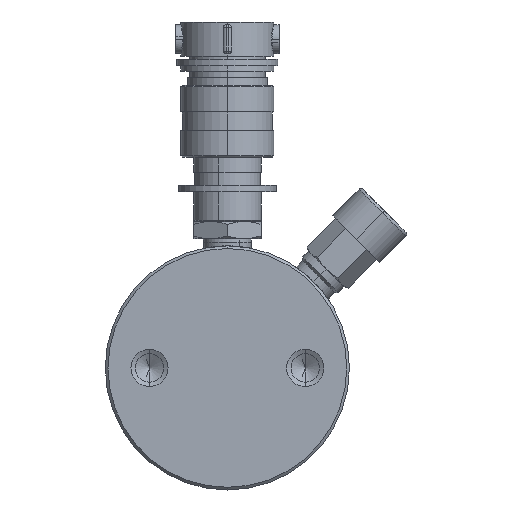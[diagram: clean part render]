
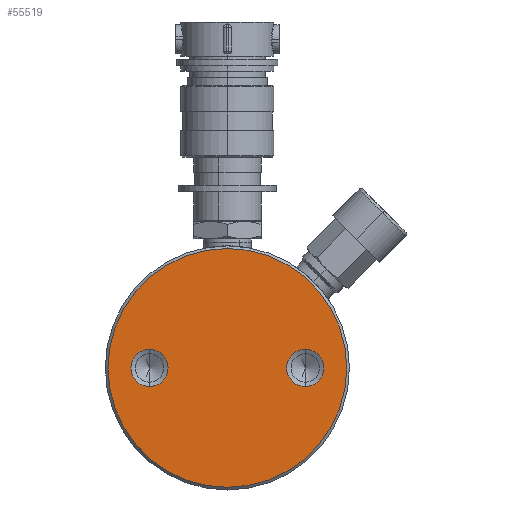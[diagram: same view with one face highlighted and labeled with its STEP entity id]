
A CAD part, front view. The second image highlights one B-rep face of the part: STEP entity #55519.
In plain terms, the highlighted planar face has unit normal (0, -1, 0).
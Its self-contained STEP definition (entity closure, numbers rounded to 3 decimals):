
#429 = CARTESIAN_POINT ( 'NONE',  ( 0., 0., 0. ) ) ;
#5467 = DIRECTION ( 'NONE',  ( 0., 0., 1. ) ) ;
#6535 = FACE_BOUND ( 'NONE', #47939, .T. ) ;
#7644 = DIRECTION ( 'NONE',  ( 0., -1., 0. ) ) ;
#8334 = CARTESIAN_POINT ( 'NONE',  ( -29.35, 0., 0. ) ) ;
#9278 = CARTESIAN_POINT ( 'NONE',  ( 29.35, 0., 7. ) ) ;
#11575 = DIRECTION ( 'NONE',  ( 0., -1., 0. ) ) ;
#12551 = EDGE_CURVE ( 'NONE', #39617, #13628, #20846, .T. ) ;
#13292 = DIRECTION ( 'NONE',  ( 0., 0., -1. ) ) ;
#13487 = CIRCLE ( 'NONE', #14082, 7. ) ;
#13628 = VERTEX_POINT ( 'NONE', #38998 ) ;
#13866 = VERTEX_POINT ( 'NONE', #47856 ) ;
#14082 = AXIS2_PLACEMENT_3D ( 'NONE', #8334, #42792, #13292 ) ;
#14153 = CARTESIAN_POINT ( 'NONE',  ( 0., 0., -45. ) ) ;
#18740 = CARTESIAN_POINT ( 'NONE',  ( 29.35, 0., 0. ) ) ;
#20846 = CIRCLE ( 'NONE', #26206, 7. ) ;
#23209 = EDGE_CURVE ( 'NONE', #13628, #39617, #38162, .T. ) ;
#23717 = DIRECTION ( 'NONE',  ( 0., 0., -1. ) ) ;
#25284 = ORIENTED_EDGE ( 'NONE', *, *, #23209, .F. ) ;
#25440 = AXIS2_PLACEMENT_3D ( 'NONE', #429, #35124, #5467 ) ;
#25996 = CARTESIAN_POINT ( 'NONE',  ( 0., 0., 0. ) ) ;
#26206 = AXIS2_PLACEMENT_3D ( 'NONE', #63231, #63078, #63148 ) ;
#29938 = PLANE ( 'NONE',  #25440 ) ;
#30647 = EDGE_CURVE ( 'NONE', #63021, #52495, #37644, .T. ) ;
#30962 = DIRECTION ( 'NONE',  ( 0., 0., 1. ) ) ;
#32864 = FACE_OUTER_BOUND ( 'NONE', #55951, .T. ) ;
#35042 = EDGE_CURVE ( 'NONE', #36362, #13866, #40115, .T. ) ;
#35108 = AXIS2_PLACEMENT_3D ( 'NONE', #25996, #59984, #30962 ) ;
#35124 = DIRECTION ( 'NONE',  ( 0., 1., 0. ) ) ;
#36233 = ORIENTED_EDGE ( 'NONE', *, *, #35042, .T. ) ;
#36362 = VERTEX_POINT ( 'NONE', #14153 ) ;
#37033 = EDGE_CURVE ( 'NONE', #52495, #63021, #13487, .T. ) ;
#37213 = CIRCLE ( 'NONE', #59131, 45. ) ;
#37247 = CARTESIAN_POINT ( 'NONE',  ( 0., 0., 0. ) ) ;
#37644 = CIRCLE ( 'NONE', #52682, 7. ) ;
#38162 = CIRCLE ( 'NONE', #55881, 7. ) ;
#38998 = CARTESIAN_POINT ( 'NONE',  ( 29.35, 0., -7. ) ) ;
#39617 = VERTEX_POINT ( 'NONE', #9278 ) ;
#39753 = ORIENTED_EDGE ( 'NONE', *, *, #12551, .F. ) ;
#40115 = CIRCLE ( 'NONE', #35108, 45. ) ;
#40695 = ORIENTED_EDGE ( 'NONE', *, *, #37033, .F. ) ;
#41143 = CARTESIAN_POINT ( 'NONE',  ( -29.35, 0., 0. ) ) ;
#41573 = ORIENTED_EDGE ( 'NONE', *, *, #43272, .T. ) ;
#42140 = DIRECTION ( 'NONE',  ( 0., 0., 1. ) ) ;
#42281 = CARTESIAN_POINT ( 'NONE',  ( -29.35, 0., 7. ) ) ;
#42792 = DIRECTION ( 'NONE',  ( 0., -1., 0. ) ) ;
#43272 = EDGE_CURVE ( 'NONE', #13866, #36362, #37213, .T. ) ;
#44314 = FACE_BOUND ( 'NONE', #47141, .T. ) ;
#46022 = DIRECTION ( 'NONE',  ( 0., 0., -1. ) ) ;
#47141 = EDGE_LOOP ( 'NONE', ( #40695, #47238 ) ) ;
#47238 = ORIENTED_EDGE ( 'NONE', *, *, #30647, .F. ) ;
#47856 = CARTESIAN_POINT ( 'NONE',  ( 0., 0., 45. ) ) ;
#47939 = EDGE_LOOP ( 'NONE', ( #25284, #39753 ) ) ;
#51150 = CARTESIAN_POINT ( 'NONE',  ( -29.35, 0., -7. ) ) ;
#52495 = VERTEX_POINT ( 'NONE', #51150 ) ;
#52682 = AXIS2_PLACEMENT_3D ( 'NONE', #41143, #11575, #46022 ) ;
#53034 = DIRECTION ( 'NONE',  ( 0., -1., 0. ) ) ;
#55519 = ADVANCED_FACE ( 'NONE', ( #6535, #44314, #32864 ), #29938, .F. ) ;
#55881 = AXIS2_PLACEMENT_3D ( 'NONE', #18740, #53034, #23717 ) ;
#55951 = EDGE_LOOP ( 'NONE', ( #41573, #36233 ) ) ;
#59131 = AXIS2_PLACEMENT_3D ( 'NONE', #37247, #7644, #42140 ) ;
#59984 = DIRECTION ( 'NONE',  ( 0., -1., 0. ) ) ;
#63021 = VERTEX_POINT ( 'NONE', #42281 ) ;
#63078 = DIRECTION ( 'NONE',  ( 0., -1., 0. ) ) ;
#63148 = DIRECTION ( 'NONE',  ( 0., 0., -1. ) ) ;
#63231 = CARTESIAN_POINT ( 'NONE',  ( 29.35, 0., 0. ) ) ;
